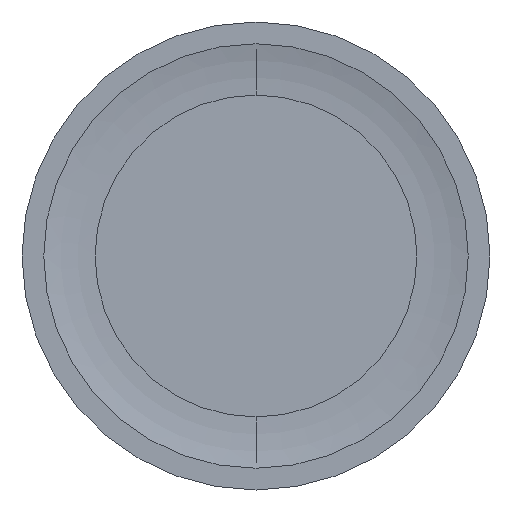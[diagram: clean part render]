
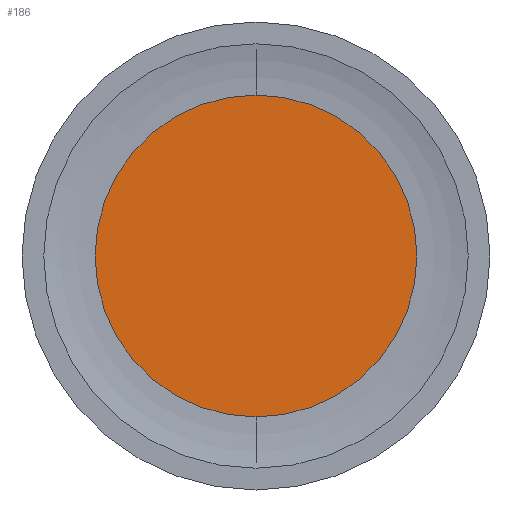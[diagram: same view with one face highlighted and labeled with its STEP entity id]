
A CAD part, front view. The second image highlights one B-rep face of the part: STEP entity #186.
In plain terms, the highlighted planar face has unit normal (0, -1, 0).
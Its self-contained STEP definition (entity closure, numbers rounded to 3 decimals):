
#3 = FACE_OUTER_BOUND ( 'NONE', #122, .T. ) ;
#17 = CARTESIAN_POINT ( 'NONE',  ( 0., 0.05, 0. ) ) ;
#25 = PLANE ( 'NONE',  #218 ) ;
#34 = AXIS2_PLACEMENT_3D ( 'NONE', #201, #97, #80 ) ;
#37 = ORIENTED_EDGE ( 'NONE', *, *, #217, .F. ) ;
#42 = CARTESIAN_POINT ( 'NONE',  ( 0., 0.05, 1.376 ) ) ;
#58 = ORIENTED_EDGE ( 'NONE', *, *, #94, .F. ) ;
#67 = DIRECTION ( 'NONE',  ( 0., 0., -1. ) ) ;
#80 = DIRECTION ( 'NONE',  ( 0., 0., -1. ) ) ;
#91 = VERTEX_POINT ( 'NONE', #170 ) ;
#94 = EDGE_CURVE ( 'NONE', #91, #112, #192, .T. ) ;
#97 = DIRECTION ( 'NONE',  ( 0., 1., 0. ) ) ;
#112 = VERTEX_POINT ( 'NONE', #42 ) ;
#122 = EDGE_LOOP ( 'NONE', ( #58, #37 ) ) ;
#123 = CIRCLE ( 'NONE', #202, 1.376 ) ;
#129 = DIRECTION ( 'NONE',  ( 0., 1., 0. ) ) ;
#131 = DIRECTION ( 'NONE',  ( 0., 0., 1. ) ) ;
#170 = CARTESIAN_POINT ( 'NONE',  ( 0., 0.05, -1.376 ) ) ;
#185 = CARTESIAN_POINT ( 'NONE',  ( 0., 0.05, 0. ) ) ;
#186 = ADVANCED_FACE ( 'NONE', ( #3 ), #25, .F. ) ;
#192 = CIRCLE ( 'NONE', #34, 1.376 ) ;
#201 = CARTESIAN_POINT ( 'NONE',  ( 0., 0.05, 0. ) ) ;
#202 = AXIS2_PLACEMENT_3D ( 'NONE', #17, #129, #67 ) ;
#210 = DIRECTION ( 'NONE',  ( 0., 1., 0. ) ) ;
#217 = EDGE_CURVE ( 'NONE', #112, #91, #123, .T. ) ;
#218 = AXIS2_PLACEMENT_3D ( 'NONE', #185, #210, #131 ) ;
